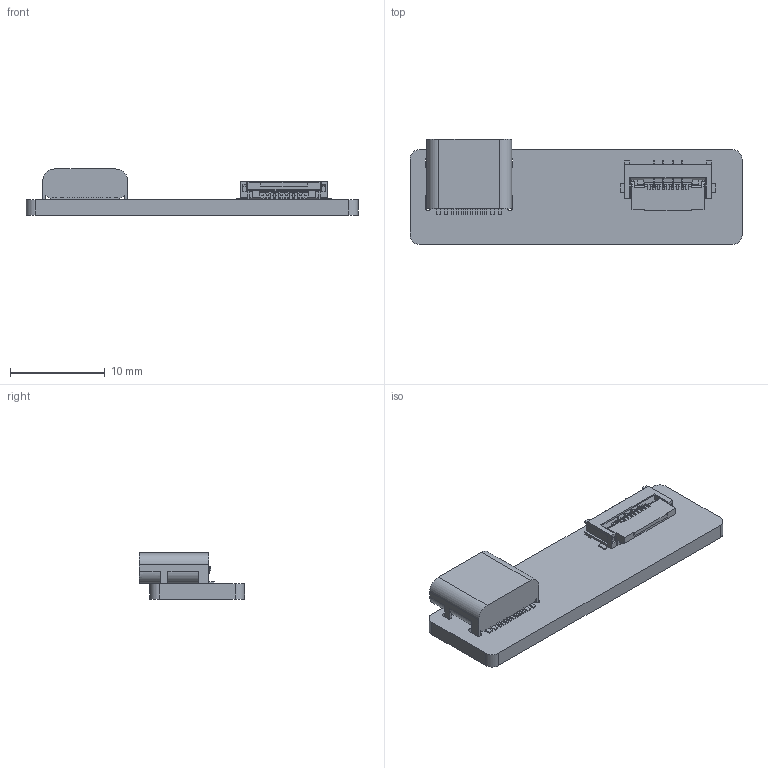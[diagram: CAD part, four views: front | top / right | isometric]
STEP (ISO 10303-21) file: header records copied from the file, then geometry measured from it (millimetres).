
FILE_DESCRIPTION(('KiCad electronic assembly'),'2;1');
FILE_NAME('uDB-S1-3D-model.STEP','2024-07-22T16:55:11',('Pcbnew'),( 'Kicad'),'Open CASCADE STEP processor 7.8','KiCad to STEP converter' ,'Unknown');
FILE_SCHEMA(('AUTOMOTIVE_DESIGN { 1 0 10303 214 1 1 1 1 }'));
Length unit declared in the file: millimetre
Products named in the file (6): uDB-S1-3D-model 1; Molex_4Pin; 2005280040; USB-C; HRO  TYPE-C-31-M-12 v4; _autosave-udb-s_PCB
Assembly tree (5 placements, depth 3):
  uDB-S1-3D-model 1
    Molex_4Pin
      2005280040
    USB-C
      HRO  TYPE-C-31-M-12 v4
    _autosave-udb-s_PCB
Bounding box: 35 x 11.07 x 4.86 mm (x, y, z)
Volume: 703.5 mm3; surface area: 1530.9 mm2
Topology: 3 solids, 3 shells, 649 faces, 1885 edges, 1232 vertices
Faces by surface type: plane 546, cylinder 93, cone 10
Full cylindrical faces by diameter (mm): 0.5 x2, 0.65 x2
Entity records: 21241 total; most frequent: CARTESIAN_POINT 3772, ORIENTED_EDGE 3770, DIRECTION 3413, EDGE_CURVE 1885, LINE 1667, VECTOR 1667, VERTEX_POINT 1232, AXIS2_PLACEMENT_3D 873
